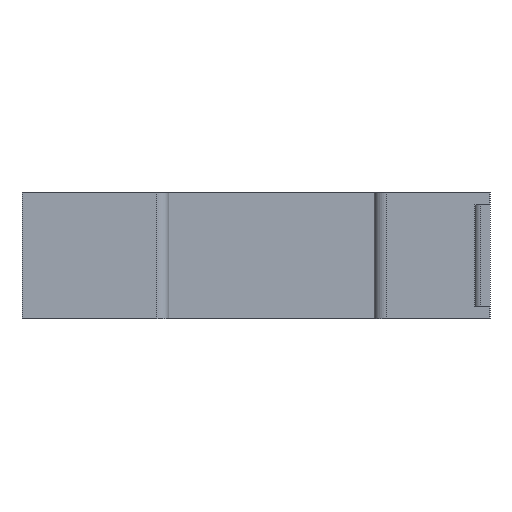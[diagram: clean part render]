
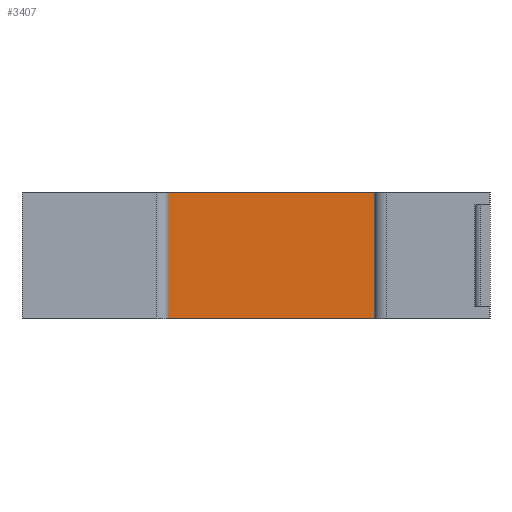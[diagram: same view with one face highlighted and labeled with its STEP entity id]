
A CAD part, front view. The second image highlights one B-rep face of the part: STEP entity #3407.
In plain terms, the highlighted planar face has unit normal (0, -1, 0).
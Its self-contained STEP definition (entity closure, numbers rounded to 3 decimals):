
#573=DIRECTION('',(-1.,0.,0.));
#574=VECTOR('',#573,37.2);
#575=CARTESIAN_POINT('',(58.7,5.5,-10.5));
#576=LINE('',#575,#574);
#577=DIRECTION('',(0.,0.,-1.));
#578=VECTOR('',#577,21.);
#579=CARTESIAN_POINT('',(58.7,5.5,10.5));
#580=LINE('',#579,#578);
#585=DIRECTION('',(0.,0.,-1.));
#586=VECTOR('',#585,21.);
#587=CARTESIAN_POINT('',(21.5,5.5,10.5));
#588=LINE('',#587,#586);
#843=DIRECTION('',(-1.,0.,0.));
#844=VECTOR('',#843,37.2);
#845=CARTESIAN_POINT('',(58.7,5.5,10.5));
#846=LINE('',#845,#844);
#2154=CARTESIAN_POINT('',(21.5,5.5,-10.5));
#2155=VERTEX_POINT('',#2154);
#2156=CARTESIAN_POINT('',(58.7,5.5,-10.5));
#2157=VERTEX_POINT('',#2156);
#2422=CARTESIAN_POINT('',(58.7,5.5,10.5));
#2423=VERTEX_POINT('',#2422);
#2424=CARTESIAN_POINT('',(21.5,5.5,10.5));
#2425=VERTEX_POINT('',#2424);
#3394=CARTESIAN_POINT('',(21.5,5.5,-10.5));
#3395=DIRECTION('',(0.,-1.,0.));
#3396=DIRECTION('',(1.,0.,0.));
#3397=AXIS2_PLACEMENT_3D('',#3394,#3395,#3396);
#3398=PLANE('',#3397);
#3399=ORIENTED_EDGE('',*,*,#2759,.T.);
#3401=ORIENTED_EDGE('',*,*,#3400,.F.);
#3403=ORIENTED_EDGE('',*,*,#3402,.F.);
#3404=ORIENTED_EDGE('',*,*,#3386,.T.);
#3405=EDGE_LOOP('',(#3399,#3401,#3403,#3404));
#3406=FACE_OUTER_BOUND('',#3405,.F.);
#2759=EDGE_CURVE('',#2157,#2155,#576,.T.);
#3386=EDGE_CURVE('',#2423,#2157,#580,.T.);
#3400=EDGE_CURVE('',#2425,#2155,#588,.T.);
#3402=EDGE_CURVE('',#2423,#2425,#846,.T.);
#3407=ADVANCED_FACE('',(#3406),#3398,.T.);
